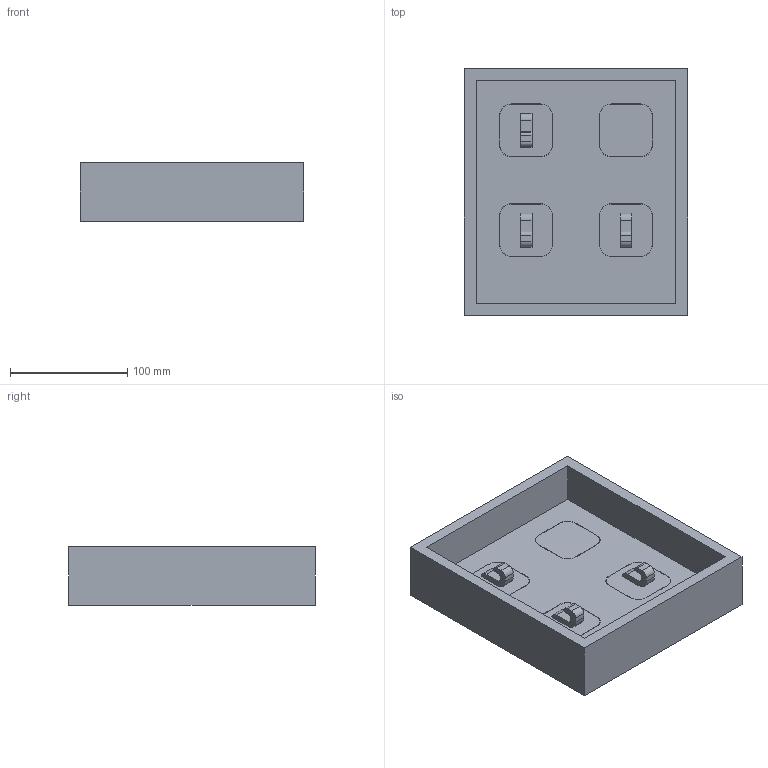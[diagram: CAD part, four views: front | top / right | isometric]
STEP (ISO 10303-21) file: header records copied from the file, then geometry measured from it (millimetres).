
FILE_DESCRIPTION(/* description */ (''),/* implementation_level */ '2;1');
FILE_NAME(/* name */ 'Modular key holder.step',/* time_stamp */ '2026-02-27T14:54:19+01:00',/* author */ (''),/* organization */ (''),/* preprocessor_version */ 'ST-DEVELOPER v20.1',/* originating_system */ 'Autodesk Translation Framework v14.24.0.0',/* authorisation */ '');
FILE_SCHEMA (('AUTOMOTIVE_DESIGN { 1 0 10303 214 3 1 1 }'));
Length unit declared in the file: millimetre
Products named in the file (1): Modular key holder
Bounding box: 190 x 210 x 50 mm (x, y, z)
Volume: 852140.2 mm3; surface area: 177760.1 mm2
Topology: 5 solids, 37 shells, 258 faces, 525 edges, 350 vertices
Faces by surface type: plane 146, cylinder 88, bspline 24
Full cylindrical faces by diameter (mm): 5 x32
Entity records: 6726 total; most frequent: CARTESIAN_POINT 1350, DIRECTION 1123, ORIENTED_EDGE 1050, EDGE_CURVE 525, AXIS2_PLACEMENT_3D 411, VERTEX_POINT 350, LINE 301, VECTOR 301
